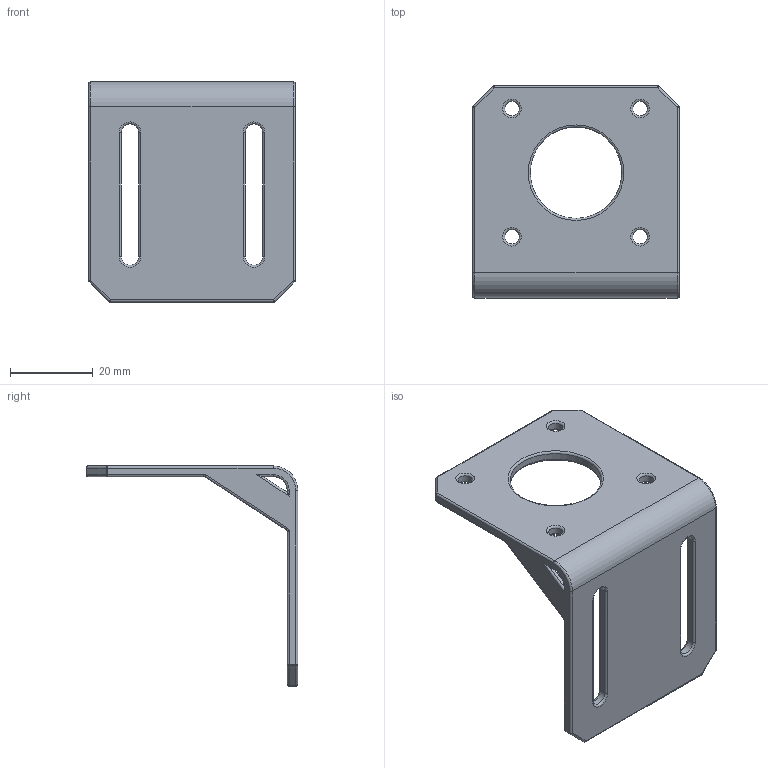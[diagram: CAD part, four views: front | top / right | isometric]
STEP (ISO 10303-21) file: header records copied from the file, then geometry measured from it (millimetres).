
FILE_DESCRIPTION((''),'2;1');
FILE_NAME('stepper_bracket.stp','2014-03-21T00:11:05',('cbradley'),(''),'Autodesk Inventor 2011','Autodesk Inventor 2011','');
FILE_SCHEMA(('AUTOMOTIVE_DESIGN { 1 0 10303 214 1 1 1 1 }'));
Length unit declared in the file: millimetre
Products named in the file (1): stepper_bracket
Bounding box: 50 x 51.25 x 53.25 mm (x, y, z)
Volume: 11295 mm3; surface area: 10158.7 mm2
Topology: 1 solids, 1 shells, 133 faces, 309 edges, 164 vertices
Faces by surface type: cylinder 65, torus 30, plane 22, sphere 16
Full cylindrical faces by diameter (mm): 3.5 x4, 22.1 x1
Entity records: 3622 total; most frequent: DIRECTION 698, CARTESIAN_POINT 596, ORIENTED_EDGE 564, AXIS2_PLACEMENT_3D 286, EDGE_CURVE 282, VERTEX_POINT 164, EDGE_LOOP 164, CIRCLE 144
